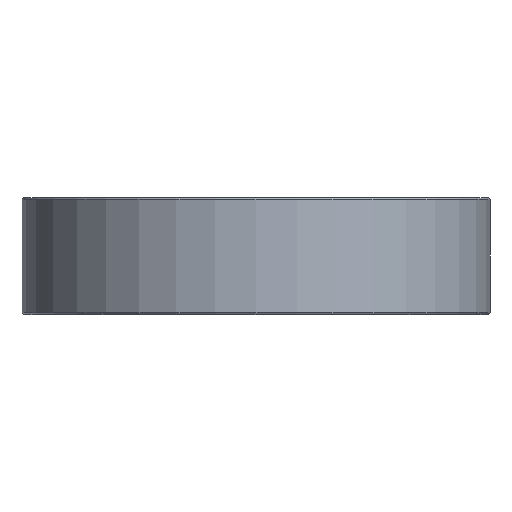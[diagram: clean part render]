
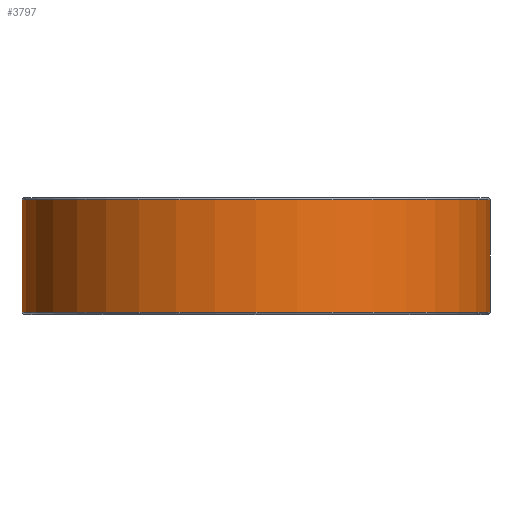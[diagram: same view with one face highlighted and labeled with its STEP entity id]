
A CAD part, front view. The second image highlights one B-rep face of the part: STEP entity #3797.
In plain terms, the highlighted cylindrical face has radius 200 mm (diameter 400 mm), a partial arc.
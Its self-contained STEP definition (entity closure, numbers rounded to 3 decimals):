
#1665 = VERTEX_POINT ( 'NONE', #17069 ) ;
#2179 = DIRECTION ( 'NONE',  ( -1., 0., 0. ) ) ;
#2208 = LINE ( 'NONE', #20492, #2813 ) ;
#2246 = AXIS2_PLACEMENT_3D ( 'NONE', #11295, #14428, #2669 ) ;
#2669 = DIRECTION ( 'NONE',  ( 1., 0., 0. ) ) ;
#2813 = VECTOR ( 'NONE', #5298, 1000. ) ;
#3136 = CARTESIAN_POINT ( 'NONE',  ( 200., 0., 48. ) ) ;
#3411 = FACE_OUTER_BOUND ( 'NONE', #6971, .T. ) ;
#3797 = ADVANCED_FACE ( 'NONE', ( #3411 ), #10487, .T. ) ;
#3832 = DIRECTION ( 'NONE',  ( 0., 0., -1. ) ) ;
#4325 = EDGE_CURVE ( 'NONE', #19527, #17905, #2208, .T. ) ;
#5298 = DIRECTION ( 'NONE',  ( 0., 0., -1. ) ) ;
#6971 = EDGE_LOOP ( 'NONE', ( #7077, #10944, #15295, #7719 ) ) ;
#7077 = ORIENTED_EDGE ( 'NONE', *, *, #4325, .F. ) ;
#7719 = ORIENTED_EDGE ( 'NONE', *, *, #10409, .T. ) ;
#8245 = CARTESIAN_POINT ( 'NONE',  ( -200., 0., -6.913 ) ) ;
#8536 = CIRCLE ( 'NONE', #2246, 200. ) ;
#10142 = DIRECTION ( 'NONE',  ( 0., 0., -1. ) ) ;
#10409 = EDGE_CURVE ( 'NONE', #10590, #17905, #8536, .T. ) ;
#10487 = CYLINDRICAL_SURFACE ( 'NONE', #15513, 200. ) ;
#10590 = VERTEX_POINT ( 'NONE', #16847 ) ;
#10722 = AXIS2_PLACEMENT_3D ( 'NONE', #12616, #15947, #13950 ) ;
#10944 = ORIENTED_EDGE ( 'NONE', *, *, #11467, .T. ) ;
#11295 = CARTESIAN_POINT ( 'NONE',  ( 0., 0., -48. ) ) ;
#11467 = EDGE_CURVE ( 'NONE', #19527, #1665, #17103, .T. ) ;
#11545 = CARTESIAN_POINT ( 'NONE',  ( 200., 0., -48. ) ) ;
#12616 = CARTESIAN_POINT ( 'NONE',  ( 0., 0., 48. ) ) ;
#13950 = DIRECTION ( 'NONE',  ( -1., 0., 0. ) ) ;
#14428 = DIRECTION ( 'NONE',  ( 0., 0., 1. ) ) ;
#15090 = VECTOR ( 'NONE', #10142, 1000. ) ;
#15295 = ORIENTED_EDGE ( 'NONE', *, *, #20828, .T. ) ;
#15513 = AXIS2_PLACEMENT_3D ( 'NONE', #17353, #3832, #2179 ) ;
#15947 = DIRECTION ( 'NONE',  ( 0., 0., -1. ) ) ;
#16847 = CARTESIAN_POINT ( 'NONE',  ( -200., 0., -48. ) ) ;
#17069 = CARTESIAN_POINT ( 'NONE',  ( -200., 0., 48. ) ) ;
#17103 = CIRCLE ( 'NONE', #10722, 200. ) ;
#17353 = CARTESIAN_POINT ( 'NONE',  ( 0., 0., -6.913 ) ) ;
#17905 = VERTEX_POINT ( 'NONE', #11545 ) ;
#19527 = VERTEX_POINT ( 'NONE', #3136 ) ;
#20492 = CARTESIAN_POINT ( 'NONE',  ( 200., 0., -6.913 ) ) ;
#20828 = EDGE_CURVE ( 'NONE', #1665, #10590, #21790, .T. ) ;
#21790 = LINE ( 'NONE', #8245, #15090 ) ;
